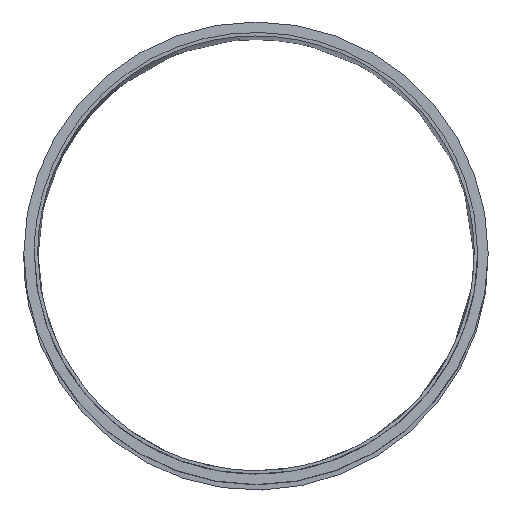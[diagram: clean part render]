
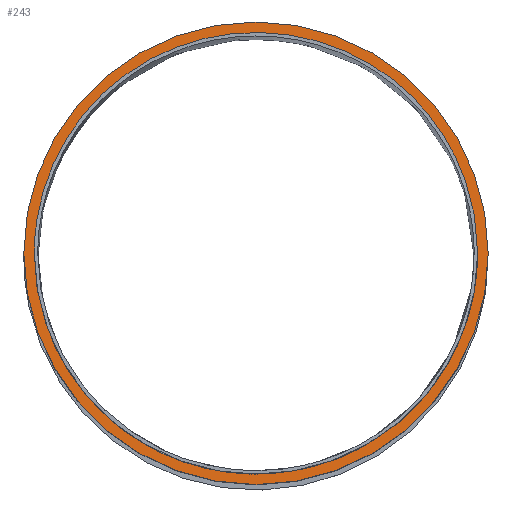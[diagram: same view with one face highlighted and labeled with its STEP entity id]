
A CAD part, top view. The second image highlights one B-rep face of the part: STEP entity #243.
In plain terms, the highlighted planar face has unit normal (0, 0.087, 0.996).
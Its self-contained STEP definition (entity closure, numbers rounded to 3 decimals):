
#73=CARTESIAN_POINT('',(-126.5,2.514,57.587));
#74=VERTEX_POINT('',#73);
#83=CARTESIAN_POINT('',(126.5,2.514,57.587));
#84=VERTEX_POINT('',#83);
#126=CARTESIAN_POINT('',(-132.5,2.514,57.587));
#127=VERTEX_POINT('',#126);
#128=CARTESIAN_POINT('',(0.0,2.514,57.587));
#129=DIRECTION('',(0.0,0.087,0.996));
#130=DIRECTION('',(1.0,0.0,0.0));
#131=AXIS2_PLACEMENT_3D('',#128,#129,#130);
#132=CIRCLE('',#131,132.5);
#133=EDGE_CURVE('',#127,#127,#132,.T.);
#183=CARTESIAN_POINT('',(0.0,2.514,57.587));
#184=DIRECTION('',(0.0,0.087,0.996));
#185=DIRECTION('',(1.0,0.0,0.0));
#186=AXIS2_PLACEMENT_3D('',#183,#184,#185);
#187=PLANE('',#186);
#188=ORIENTED_EDGE('',*,*,#133,.T.);
#189=EDGE_LOOP('',(#188));
#190=FACE_OUTER_BOUND('',#189,.T.);
#191=CARTESIAN_POINT('',(126.499,2.514,57.587));
#192=CARTESIAN_POINT('',(126.499,3.739,57.48));
#193=CARTESIAN_POINT('',(126.481,4.964,57.373));
#194=CARTESIAN_POINT('',(125.948,23.183,55.779));
#195=CARTESIAN_POINT('',(122.061,38.571,54.433));
#196=CARTESIAN_POINT('',(110.014,66.852,51.959));
#197=CARTESIAN_POINT('',(100.69,80.542,50.761));
#198=CARTESIAN_POINT('',(78.233,102.687,48.823));
#199=CARTESIAN_POINT('',(64.566,112.333,47.979));
#200=CARTESIAN_POINT('',(32.77,125.333,46.842));
#201=CARTESIAN_POINT('',(16.473,128.531,46.562));
#202=CARTESIAN_POINT('',(-16.521,128.536,46.562));
#203=CARTESIAN_POINT('',(-32.83,125.315,46.844));
#204=CARTESIAN_POINT('',(-61.825,113.454,47.881));
#205=CARTESIAN_POINT('',(-75.998,104.805,48.638));
#206=CARTESIAN_POINT('',(-100.44,80.865,50.732));
#207=CARTESIAN_POINT('',(-109.831,67.167,51.931));
#208=CARTESIAN_POINT('',(-122.546,37.532,54.524));
#209=CARTESIAN_POINT('',(-125.983,21.965,55.886));
#210=CARTESIAN_POINT('',(-126.482,4.964,57.373));
#211=CARTESIAN_POINT('',(-126.5,3.739,57.48));
#212=CARTESIAN_POINT('',(-126.5,2.514,57.587));
#213=B_SPLINE_CURVE_WITH_KNOTS('',3,(#191,#192,#193,#194,#195,#196,#197,#198,#199,#200,#201,#202,#203,#204,#205,#206,#207,#208,#209,#210,#211,#212),.UNSPECIFIED.,.F.,.U.,(4,2,2,2,2,2,2,2,2,2,4),(-46.493,-46.059,-40.032,-33.149,-26.795,-20.924,-15.035,-9.7,-4.753,0.0,0.369),.UNSPECIFIED.);
#214=EDGE_CURVE('',#84,#74,#213,.T.);
#215=ORIENTED_EDGE('',*,*,#214,.F.);
#216=CARTESIAN_POINT('',(-126.5,2.514,57.587));
#217=CARTESIAN_POINT('',(-126.5,1.289,57.694));
#218=CARTESIAN_POINT('',(-126.482,0.064,57.802));
#219=CARTESIAN_POINT('',(-125.983,-16.926,59.288));
#220=CARTESIAN_POINT('',(-122.551,-32.483,60.649));
#221=CARTESIAN_POINT('',(-109.846,-62.115,63.242));
#222=CARTESIAN_POINT('',(-100.458,-75.814,64.44));
#223=CARTESIAN_POINT('',(-76.072,-99.707,66.53));
#224=CARTESIAN_POINT('',(-61.928,-108.377,67.289));
#225=CARTESIAN_POINT('',(-32.863,-120.282,68.331));
#226=CARTESIAN_POINT('',(-16.541,-123.507,68.613));
#227=CARTESIAN_POINT('',(16.484,-123.501,68.612));
#228=CARTESIAN_POINT('',(32.79,-120.306,68.333));
#229=CARTESIAN_POINT('',(64.55,-107.304,67.195));
#230=CARTESIAN_POINT('',(78.219,-97.676,66.353));
#231=CARTESIAN_POINT('',(100.708,-75.489,64.412));
#232=CARTESIAN_POINT('',(110.023,-61.802,63.214));
#233=CARTESIAN_POINT('',(122.034,-33.601,60.747));
#234=CARTESIAN_POINT('',(125.948,-18.227,59.402));
#235=CARTESIAN_POINT('',(126.481,0.064,57.802));
#236=CARTESIAN_POINT('',(126.499,1.289,57.694));
#237=CARTESIAN_POINT('',(126.499,2.514,57.587));
#238=B_SPLINE_CURVE_WITH_KNOTS('',3,(#216,#217,#218,#219,#220,#221,#222,#223,#224,#225,#226,#227,#228,#229,#230,#231,#232,#233,#234,#235,#236,#237),.UNSPECIFIED.,.F.,.U.,(4,2,2,2,2,2,2,2,2,2,4),(-0.369,0.0,4.75,9.697,15.007,20.849,26.671,32.936,39.701,45.59,46.013),.UNSPECIFIED.);
#239=EDGE_CURVE('',#74,#84,#238,.T.);
#240=ORIENTED_EDGE('',*,*,#239,.F.);
#241=EDGE_LOOP('',(#215,#240));
#242=FACE_BOUND('',#241,.T.);
#243=ADVANCED_FACE('',(#190,#242),#187,.T.);
